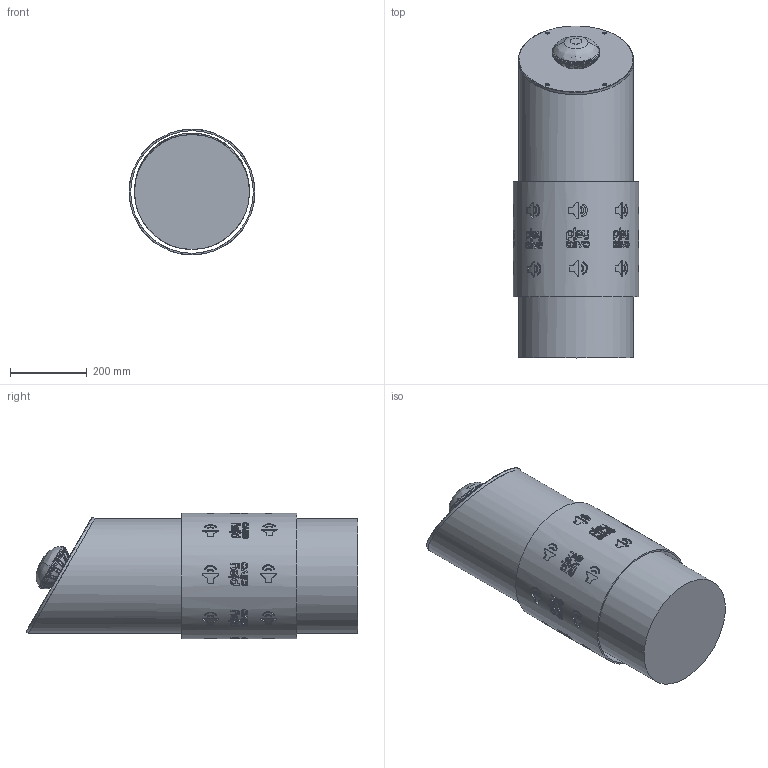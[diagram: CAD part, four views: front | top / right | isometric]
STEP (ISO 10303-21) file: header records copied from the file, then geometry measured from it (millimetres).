
FILE_DESCRIPTION(/* description */ (''),/* implementation_level */ '2;1');
FILE_NAME(/* name */ 'Sound Console .step',/* time_stamp */ '2018-09-18T12:08:36+02:00',/* author */ (''),/* organization */ (''),/* preprocessor_version */ 'ST-DEVELOPER v17.2',/* originating_system */ 'Autodesk Translation Framework v7.6.0.251',/* authorisation */ '');
FILE_SCHEMA (('AUTOMOTIVE_DESIGN { 1 0 10303 214 3 1 1 }'));
Products named in the file (34): Console; Console body; Console sign; Component3; 91263A831; Outer Shell; Component7; PlayAlive Sensor v/1; RIBS_FRAME; LOWER_PART_AF0; LABLE37; TOP_PART_AF0; PCB_ASS_AF0_ASM; SEALING_MASS_AF0; PCBA_HOLDER_AF0; PCB1_AF0; PCB2_AF0; TOP_RING; Diode 1.0; Diode 2.0; Diode 3.0; Diode 4.0; Diode 5.0; Diode 6.0; Diode 7.0; Diode 8.0; Diode 9.0; Diode 10; Diode 11; Diode 12; Diode 13; Diode 14; Diode 15; Diode 16
Assembly tree (36 placements, depth 4):
  Console
    Console body
    Console sign
      Component3
    91263A831  x4
    Outer Shell
    Component7
    PlayAlive Sensor v/1
      RIBS_FRAME
      LOWER_PART_AF0
      LABLE37
      TOP_PART_AF0
      PCB_ASS_AF0_ASM
        SEALING_MASS_AF0
        PCBA_HOLDER_AF0
        PCB1_AF0
        PCB2_AF0
      TOP_RING
      Diode 1.0
      Diode 2.0
      Diode 3.0
      Diode 4.0
      Diode 5.0
      Diode 6.0
      Diode 7.0
      Diode 8.0
      Diode 9.0
      Diode 10
      Diode 11
      Diode 12
      Diode 13
      Diode 14
      Diode 15
      Diode 16
Bounding box: 328 x 866.56 x 328 mm (x, y, z)
Volume: 56627749.6 mm3; surface area: 1827714.6 mm2
Topology: 52 solids, 68 shells, 4707 faces, 12893 edges, 8248 vertices
Faces by surface type: plane 1489, cylinder 1401, bspline 1298, cone 276, torus 175, sphere 68
Full cylindrical faces by diameter (mm): 1 x2, 1.5 x3, 1.6 x1, 2.5 x4, 3 x4, 3.2 x4, 3.3 x4, 3.961 x20, 5 x20, 5.5 x4, 6 x9, 8.2 x1, 10 x4, 37 x2, 37.3 x1, 39.8 x1, 74.342 x1, 74.835 x1, 300 x1, 320 x1, 328 x1
Entity records: 289565 total; most frequent: CARTESIAN_POINT 182763, ORIENTED_EDGE 24866, DIRECTION 18384, EDGE_CURVE 12609, VERTEX_POINT 8098, AXIS2_PLACEMENT_3D 7133, EDGE_LOOP 4965, FACE_OUTER_BOUND 4608
